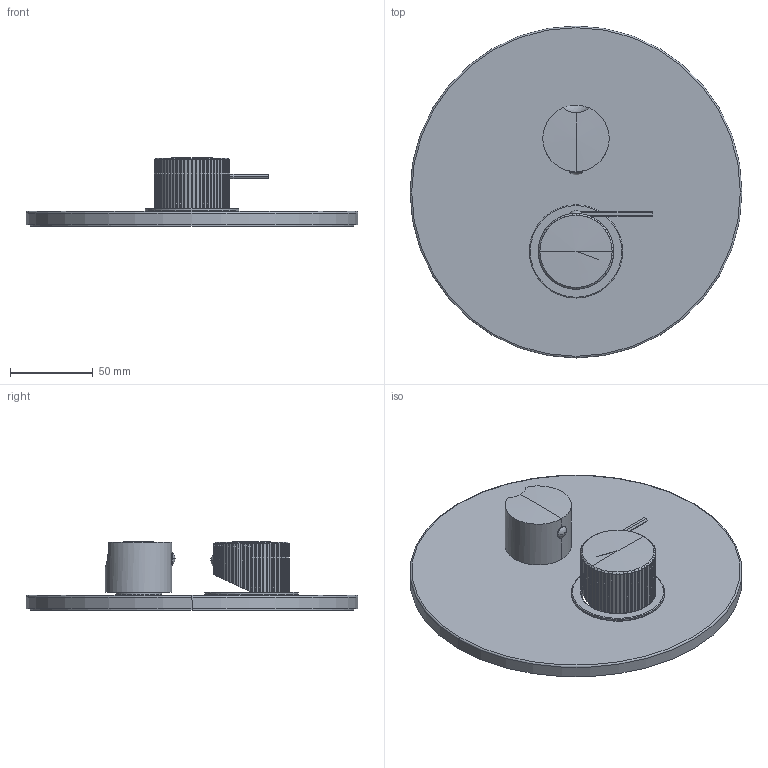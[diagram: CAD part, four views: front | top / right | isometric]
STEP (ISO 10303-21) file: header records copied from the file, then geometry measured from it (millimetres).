
FILE_DESCRIPTION((''),'2;1');
FILE_NAME('JO018CREST_ASM','2021-01-28T12:04:07',('stefano.gianpani'),('PAFFONI SpA'),'CREO PARAMETRIC BY PTC INC, 2020044','CREO PARAMETRIC BY PTC INC, 2020044','');
FILE_SCHEMA(('CONFIG_CONTROL_DESIGN','SHAPE_APPEARANCE_LAYERS_GROUPS'));
Length unit declared in the file: millimetre
Products named in the file (13): 2042739GR; 592305004A2; TCF0691105CR; CHBR25; 8001128_ASM; 4061240CR_AF0; 2091129-F; 2091408; 2091267; 2042486GR; 2041560GR; 2091105CRN; JO018CREST_ASM
Assembly tree (12 placements, depth 3):
  JO018CREST_ASM
    2042739GR
    8001128_ASM
      592305004A2
      TCF0691105CR
      CHBR25
    4061240CR_AF0
    2091129-F
    2091408
    2091267
    2042486GR
    2041560GR
    2091105CRN
Bounding box: 200 x 200 x 41.4 mm (x, y, z)
Volume: 181922.4 mm3; surface area: 131393.4 mm2
Topology: 11 solids, 15 shells, 444 faces, 1157 edges, 743 vertices
Faces by surface type: plane 219, cylinder 145, cone 43, torus 28, sphere 5, bspline 4
Entity records: 18332 total; most frequent: CARTESIAN_POINT 3718, ORIENTED_EDGE 2274, DIRECTION 2226, PRESENTATION_STYLE_ASSIGNMENT 1162, STYLED_ITEM 1162, CURVE_STYLE 1147, EDGE_CURVE 1147, AXIS2_PLACEMENT_3D 827
